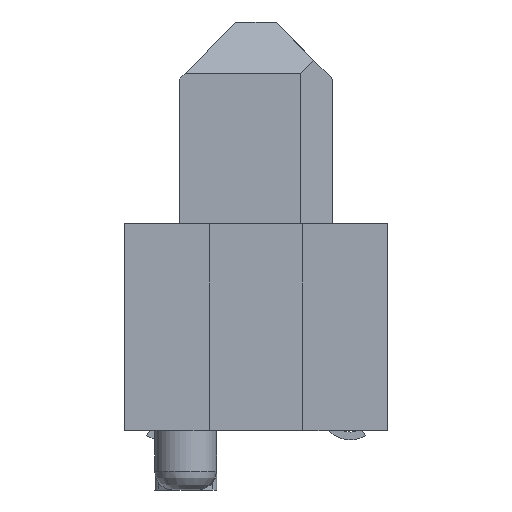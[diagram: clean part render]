
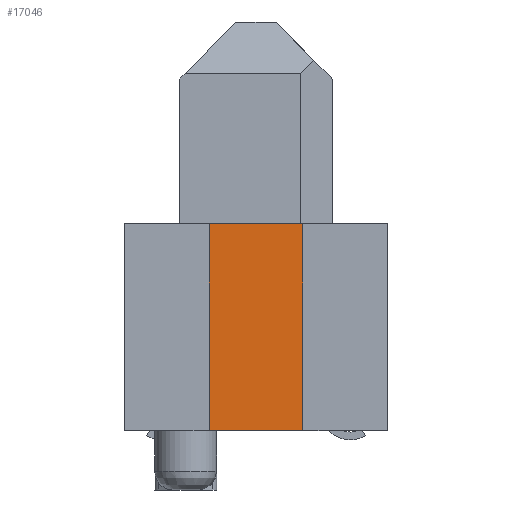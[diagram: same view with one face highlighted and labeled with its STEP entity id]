
A CAD part, left-side view. The second image highlights one B-rep face of the part: STEP entity #17046.
In plain terms, the highlighted planar face has unit normal (-1, 0, 0).
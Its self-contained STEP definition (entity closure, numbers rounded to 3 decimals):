
#701=FACE_OUTER_BOUND($,#1621,.T.);
#1621=EDGE_LOOP($,(#12345,#12346,#12347,#12348));
#3476=LINE($,#25932,#5687);
#3477=LINE($,#25935,#5688);
#3478=LINE($,#25937,#5689);
#3479=LINE($,#25938,#5690);
#5687=VECTOR($,#20550,4.41);
#5688=VECTOR($,#20553,2.);
#5689=VECTOR($,#20554,2.);
#5690=VECTOR($,#20555,4.41);
#7833=VERTEX_POINT($,#25928);
#7834=VERTEX_POINT($,#25930);
#7835=VERTEX_POINT($,#25934);
#7836=VERTEX_POINT($,#25936);
#9641=EDGE_CURVE($,#7834,#7833,#3476,.T.);
#9642=EDGE_CURVE($,#7835,#7833,#3477,.T.);
#9643=EDGE_CURVE($,#7836,#7834,#3478,.T.);
#9644=EDGE_CURVE($,#7836,#7835,#3479,.T.);
#12345=ORIENTED_EDGE($,*,*,#9642,.T.);
#12346=ORIENTED_EDGE($,*,*,#9641,.F.);
#12347=ORIENTED_EDGE($,*,*,#9643,.F.);
#12348=ORIENTED_EDGE($,*,*,#9644,.T.);
#16293=PLANE($,#18077);
#17046=ADVANCED_FACE($,(#701),#16293,.F.);
#18077=AXIS2_PLACEMENT_3D($,#25933,#20551,#20552);
#20550=DIRECTION($,(0.,0.,-1.));
#20551=DIRECTION('center_axis',(1.,0.,0.));
#20552=DIRECTION('ref_axis',(0.,1.,0.));
#20553=DIRECTION($,(0.,-1.,0.));
#20554=DIRECTION($,(0.,-1.,0.));
#20555=DIRECTION($,(0.,0.,-1.));
#25928=CARTESIAN_POINT('',(-14.9,-1.,0.2));
#25930=CARTESIAN_POINT('',(-14.9,-1.,4.61));
#25932=CARTESIAN_POINT($,(-14.9,-1.,4.61));
#25933=CARTESIAN_POINT('Origin',(-14.9,1.,4.61));
#25934=CARTESIAN_POINT('',(-14.9,1.,0.2));
#25935=CARTESIAN_POINT($,(-14.9,1.,0.2));
#25936=CARTESIAN_POINT('',(-14.9,1.,4.61));
#25937=CARTESIAN_POINT($,(-14.9,1.,4.61));
#25938=CARTESIAN_POINT($,(-14.9,1.,4.61));
